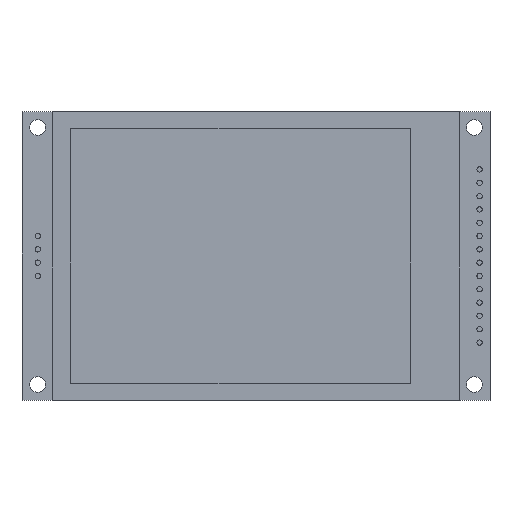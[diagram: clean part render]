
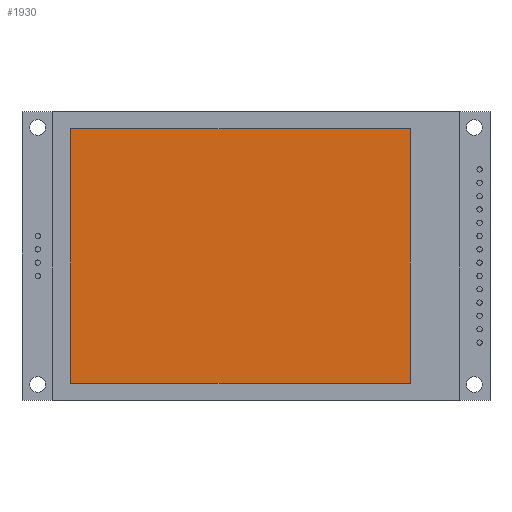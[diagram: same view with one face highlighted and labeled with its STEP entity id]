
A CAD part, top view. The second image highlights one B-rep face of the part: STEP entity #1930.
In plain terms, the highlighted planar face has unit normal (0, 0, 1).
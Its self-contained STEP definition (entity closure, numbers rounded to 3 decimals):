
#1616 = VERTEX_POINT('',#1617);
#1617 = CARTESIAN_POINT('',(9.3,3.22,4.));
#1624 = PLANE('',#1625);
#1625 = AXIS2_PLACEMENT_3D('',#1626,#1627,#1628);
#1626 = CARTESIAN_POINT('',(9.3,3.22,3.9));
#1627 = DIRECTION('',(1.,0.,0.));
#1628 = DIRECTION('',(0.,0.,1.));
#1636 = PLANE('',#1637);
#1637 = AXIS2_PLACEMENT_3D('',#1638,#1639,#1640);
#1638 = CARTESIAN_POINT('',(9.3,3.22,3.9));
#1639 = DIRECTION('',(0.,1.,0.));
#1640 = DIRECTION('',(0.,0.,1.));
#1677 = VERTEX_POINT('',#1678);
#1678 = CARTESIAN_POINT('',(9.3,51.82,4.));
#1692 = PLANE('',#1693);
#1693 = AXIS2_PLACEMENT_3D('',#1694,#1695,#1696);
#1694 = CARTESIAN_POINT('',(9.3,51.82,3.9));
#1695 = DIRECTION('',(0.,1.,0.));
#1696 = DIRECTION('',(0.,0.,1.));
#1704 = EDGE_CURVE('',#1616,#1677,#1705,.T.);
#1705 = SURFACE_CURVE('',#1706,(#1710,#1717),.PCURVE_S1.);
#1706 = LINE('',#1707,#1708);
#1707 = CARTESIAN_POINT('',(9.3,3.22,4.));
#1708 = VECTOR('',#1709,1.);
#1709 = DIRECTION('',(0.,1.,0.));
#1710 = PCURVE('',#1624,#1711);
#1711 = DEFINITIONAL_REPRESENTATION('',(#1712),#1716);
#1712 = LINE('',#1713,#1714);
#1713 = CARTESIAN_POINT('',(0.1,0.));
#1714 = VECTOR('',#1715,1.);
#1715 = DIRECTION('',(0.,-1.));
#1716 = ( GEOMETRIC_REPRESENTATION_CONTEXT(2) 
PARAMETRIC_REPRESENTATION_CONTEXT() REPRESENTATION_CONTEXT('2D SPACE',''
  ) );
#1717 = PCURVE('',#1718,#1723);
#1718 = PLANE('',#1719);
#1719 = AXIS2_PLACEMENT_3D('',#1720,#1721,#1722);
#1720 = CARTESIAN_POINT('',(9.3,3.22,4.));
#1721 = DIRECTION('',(0.,0.,1.));
#1722 = DIRECTION('',(1.,0.,0.));
#1723 = DEFINITIONAL_REPRESENTATION('',(#1724),#1728);
#1724 = LINE('',#1725,#1726);
#1725 = CARTESIAN_POINT('',(0.,0.));
#1726 = VECTOR('',#1727,1.);
#1727 = DIRECTION('',(0.,1.));
#1728 = ( GEOMETRIC_REPRESENTATION_CONTEXT(2) 
PARAMETRIC_REPRESENTATION_CONTEXT() REPRESENTATION_CONTEXT('2D SPACE',''
  ) );
#1736 = VERTEX_POINT('',#1737);
#1737 = CARTESIAN_POINT('',(74.1,3.22,4.));
#1744 = PLANE('',#1745);
#1745 = AXIS2_PLACEMENT_3D('',#1746,#1747,#1748);
#1746 = CARTESIAN_POINT('',(74.1,3.22,3.9));
#1747 = DIRECTION('',(1.,0.,0.));
#1748 = DIRECTION('',(0.,0.,1.));
#1787 = VERTEX_POINT('',#1788);
#1788 = CARTESIAN_POINT('',(74.1,51.82,4.));
#1809 = EDGE_CURVE('',#1736,#1787,#1810,.T.);
#1810 = SURFACE_CURVE('',#1811,(#1815,#1822),.PCURVE_S1.);
#1811 = LINE('',#1812,#1813);
#1812 = CARTESIAN_POINT('',(74.1,3.22,4.));
#1813 = VECTOR('',#1814,1.);
#1814 = DIRECTION('',(0.,1.,0.));
#1815 = PCURVE('',#1744,#1816);
#1816 = DEFINITIONAL_REPRESENTATION('',(#1817),#1821);
#1817 = LINE('',#1818,#1819);
#1818 = CARTESIAN_POINT('',(0.1,0.));
#1819 = VECTOR('',#1820,1.);
#1820 = DIRECTION('',(0.,-1.));
#1821 = ( GEOMETRIC_REPRESENTATION_CONTEXT(2) 
PARAMETRIC_REPRESENTATION_CONTEXT() REPRESENTATION_CONTEXT('2D SPACE',''
  ) );
#1822 = PCURVE('',#1718,#1823);
#1823 = DEFINITIONAL_REPRESENTATION('',(#1824),#1828);
#1824 = LINE('',#1825,#1826);
#1825 = CARTESIAN_POINT('',(64.8,0.));
#1826 = VECTOR('',#1827,1.);
#1827 = DIRECTION('',(0.,1.));
#1828 = ( GEOMETRIC_REPRESENTATION_CONTEXT(2) 
PARAMETRIC_REPRESENTATION_CONTEXT() REPRESENTATION_CONTEXT('2D SPACE',''
  ) );
#1855 = EDGE_CURVE('',#1616,#1736,#1856,.T.);
#1856 = SURFACE_CURVE('',#1857,(#1861,#1868),.PCURVE_S1.);
#1857 = LINE('',#1858,#1859);
#1858 = CARTESIAN_POINT('',(9.3,3.22,4.));
#1859 = VECTOR('',#1860,1.);
#1860 = DIRECTION('',(1.,0.,0.));
#1861 = PCURVE('',#1636,#1862);
#1862 = DEFINITIONAL_REPRESENTATION('',(#1863),#1867);
#1863 = LINE('',#1864,#1865);
#1864 = CARTESIAN_POINT('',(0.1,0.));
#1865 = VECTOR('',#1866,1.);
#1866 = DIRECTION('',(0.,1.));
#1867 = ( GEOMETRIC_REPRESENTATION_CONTEXT(2) 
PARAMETRIC_REPRESENTATION_CONTEXT() REPRESENTATION_CONTEXT('2D SPACE',''
  ) );
#1868 = PCURVE('',#1718,#1869);
#1869 = DEFINITIONAL_REPRESENTATION('',(#1870),#1874);
#1870 = LINE('',#1871,#1872);
#1871 = CARTESIAN_POINT('',(0.,0.));
#1872 = VECTOR('',#1873,1.);
#1873 = DIRECTION('',(1.,0.));
#1874 = ( GEOMETRIC_REPRESENTATION_CONTEXT(2) 
PARAMETRIC_REPRESENTATION_CONTEXT() REPRESENTATION_CONTEXT('2D SPACE',''
  ) );
#1902 = EDGE_CURVE('',#1677,#1787,#1903,.T.);
#1903 = SURFACE_CURVE('',#1904,(#1908,#1915),.PCURVE_S1.);
#1904 = LINE('',#1905,#1906);
#1905 = CARTESIAN_POINT('',(9.3,51.82,4.));
#1906 = VECTOR('',#1907,1.);
#1907 = DIRECTION('',(1.,0.,0.));
#1908 = PCURVE('',#1692,#1909);
#1909 = DEFINITIONAL_REPRESENTATION('',(#1910),#1914);
#1910 = LINE('',#1911,#1912);
#1911 = CARTESIAN_POINT('',(0.1,0.));
#1912 = VECTOR('',#1913,1.);
#1913 = DIRECTION('',(0.,1.));
#1914 = ( GEOMETRIC_REPRESENTATION_CONTEXT(2) 
PARAMETRIC_REPRESENTATION_CONTEXT() REPRESENTATION_CONTEXT('2D SPACE',''
  ) );
#1915 = PCURVE('',#1718,#1916);
#1916 = DEFINITIONAL_REPRESENTATION('',(#1917),#1921);
#1917 = LINE('',#1918,#1919);
#1918 = CARTESIAN_POINT('',(0.,48.6));
#1919 = VECTOR('',#1920,1.);
#1920 = DIRECTION('',(1.,0.));
#1921 = ( GEOMETRIC_REPRESENTATION_CONTEXT(2) 
PARAMETRIC_REPRESENTATION_CONTEXT() REPRESENTATION_CONTEXT('2D SPACE',''
  ) );
#1930 = ADVANCED_FACE('',(#1931),#1718,.T.);
#1931 = FACE_BOUND('',#1932,.T.);
#1932 = EDGE_LOOP('',(#1933,#1934,#1935,#1936));
#1933 = ORIENTED_EDGE('',*,*,#1704,.F.);
#1934 = ORIENTED_EDGE('',*,*,#1855,.T.);
#1935 = ORIENTED_EDGE('',*,*,#1809,.T.);
#1936 = ORIENTED_EDGE('',*,*,#1902,.F.);
